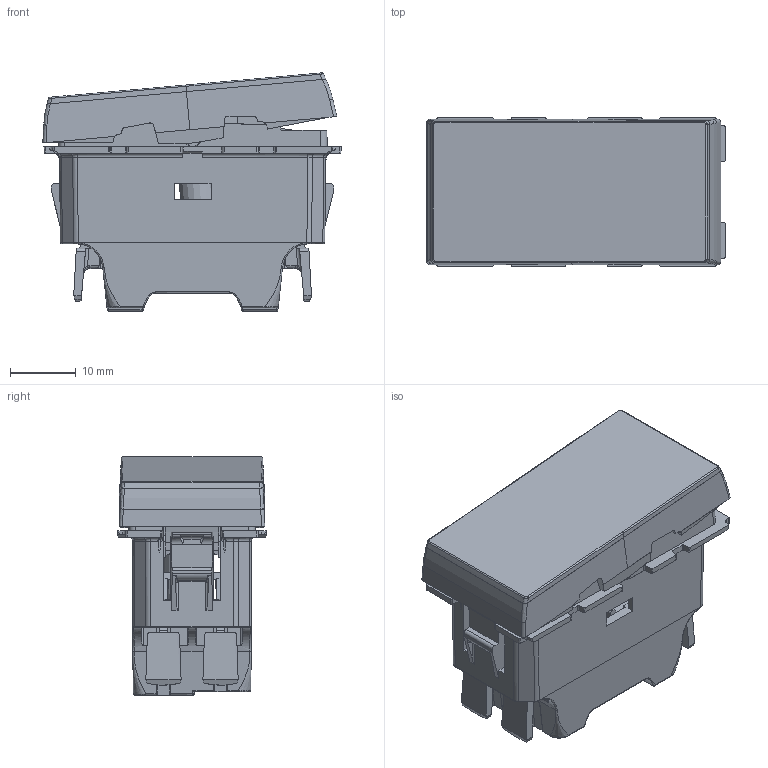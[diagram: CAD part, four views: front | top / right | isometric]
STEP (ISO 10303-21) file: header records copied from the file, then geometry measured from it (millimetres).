
FILE_DESCRIPTION(('CATIA V5 STEP Exchange','CAx-IF Rec.Pracs.--- Model Styling and Organization---1.5--- 2016-08-15','CAx-IF Rec.Pracs.---Supplemental Geometry---1.0---2011-11-01','CAx-IF Rec.Pracs.--- Composite Materials ---1.1---2010-07-15'),'2;1');
FILE_NAME('077001L-ASS-1.stp','2023-09-13T12:29:30+00:00',('none'),('none'),'CATIA Version 5-6 Release 2020 SP3','CATIA V5 STEP AP214 v2','none');
FILE_SCHEMA(('AUTOMOTIVE_DESIGN { 1 0 10303 214 1 1 1 1 }'));
Products named in the file (6): 077001L ; EE01527_A; T000922_A ; EB01035_A; GE00229_A; EG01086_A
Assembly tree (5 placements, depth 3):
  077001L 
    EE01527_A
    T000922_A 
      EB01035_A
      GE00229_A
      EG01086_A
Bounding box: 45.23 x 22.52 x 36.11 mm (x, y, z)
Volume: 12071.8 mm3; surface area: 15625.7 mm2
Topology: 10 solids, 10 shells, 1355 faces, 3806 edges, 2448 vertices
Faces by surface type: plane 661, cylinder 421, bspline 186, cone 63, torus 10, sphere 10, revolution 4
Entity records: 52107 total; most frequent: CARTESIAN_POINT 22743, ORIENTED_EDGE 7576, EDGE_CURVE 3788, DIRECTION 3641, VERTEX_POINT 2448, B_SPLINE_CURVE_WITH_KNOTS 1863, VECTOR 1657, LINE 1657
